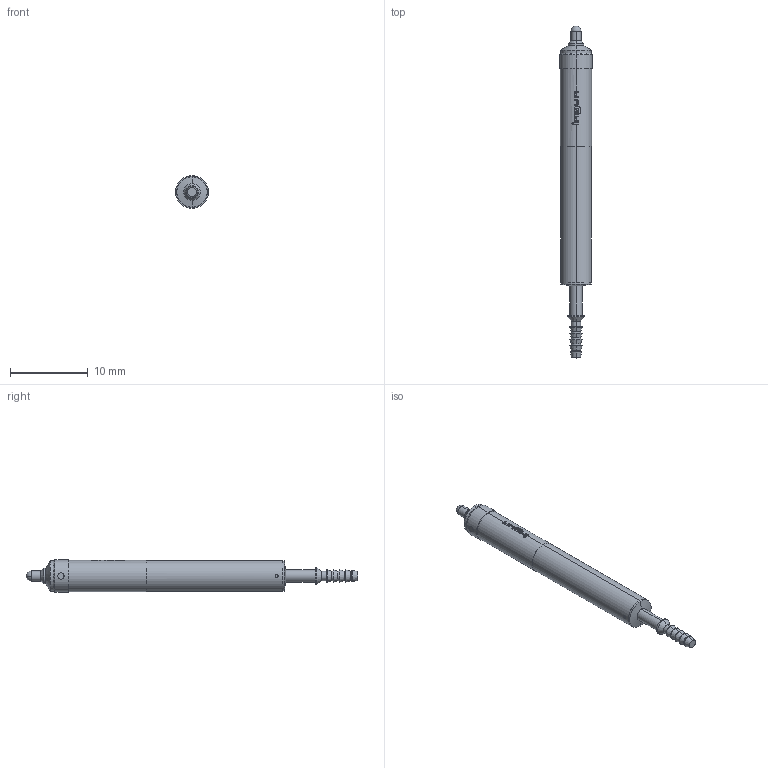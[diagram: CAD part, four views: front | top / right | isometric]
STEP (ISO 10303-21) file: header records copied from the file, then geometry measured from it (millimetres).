
FILE_DESCRIPTION (( 'STEP AP203' ), '1' );
FILE_NAME ('INGUN_PKS-420_205_130_R_xx02_1H.STEP', '2022-02-28T11:09:37', ( 'ochi' ), ( '' ), 'SwSTEP 2.0', 'SolidWorks 2018', '' );
FILE_SCHEMA (( 'CONFIG_CONTROL_DESIGN' ));
Length unit declared in the file: millimetre
Products named in the file (1): INGUN_PKS-420_205_130_R_xx02_1H
Bounding box: 4.2 x 42.7 x 4.2 mm (x, y, z)
Volume: 402.2 mm3; surface area: 465.3 mm2
Topology: 1 solids, 1 shells, 165 faces, 410 edges, 261 vertices
Faces by surface type: cylinder 65, plane 56, bspline 22, cone 20, sphere 2
Entity records: 5323 total; most frequent: CARTESIAN_POINT 1427, ORIENTED_EDGE 816, DIRECTION 772, EDGE_CURVE 408, AXIS2_PLACEMENT_3D 314, VERTEX_POINT 261, EDGE_LOOP 181, CIRCLE 170
